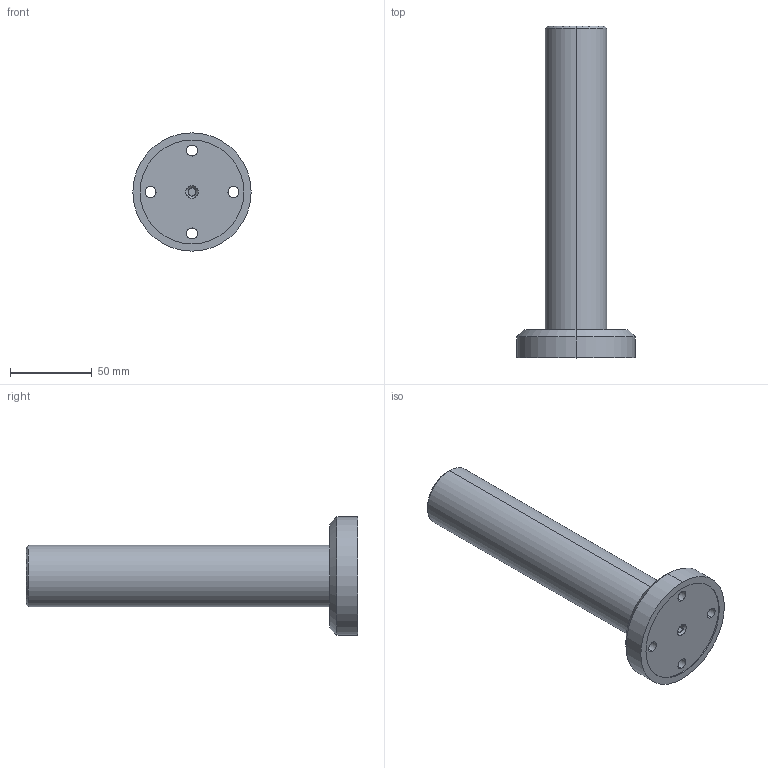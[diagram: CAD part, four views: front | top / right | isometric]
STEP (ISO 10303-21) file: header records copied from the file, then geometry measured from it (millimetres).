
FILE_DESCRIPTION (( 'STEP AP203' ), '1' );
FILE_NAME ('TTN023487-E0W.STEP', '2014-03-14T18:28:37', ( 'Admin' ), ( '' ), 'SwSTEP 2.0', 'SolidWorks 2012', '' );
FILE_SCHEMA (( 'CONFIG_CONTROL_DESIGN' ));
Length unit declared in the file: millimetre
Products named in the file (1): TTN023487-E0W
Bounding box: 72.39 x 203.2 x 72.39 mm (x, y, z)
Volume: 223146.3 mm3; surface area: 78864.1 mm2
Topology: 13 solids, 13 shells, 404 faces, 952 edges, 623 vertices
Faces by surface type: plane 187, bspline 93, cylinder 92, cone 32
Entity records: 13653 total; most frequent: CARTESIAN_POINT 4713, ORIENTED_EDGE 1900, DIRECTION 1596, EDGE_CURVE 950, VERTEX_POINT 623, VECTOR 544, LINE 544, AXIS2_PLACEMENT_3D 526
